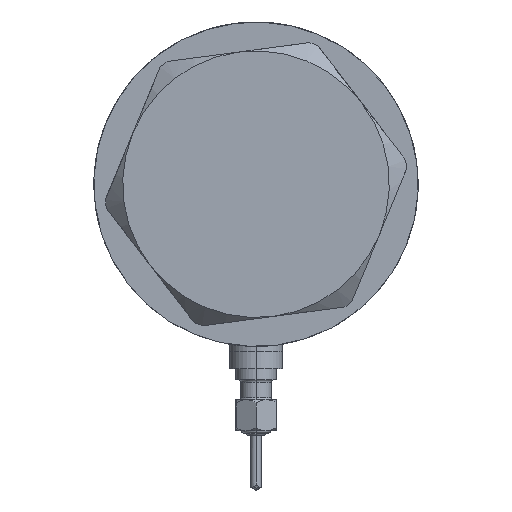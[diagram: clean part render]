
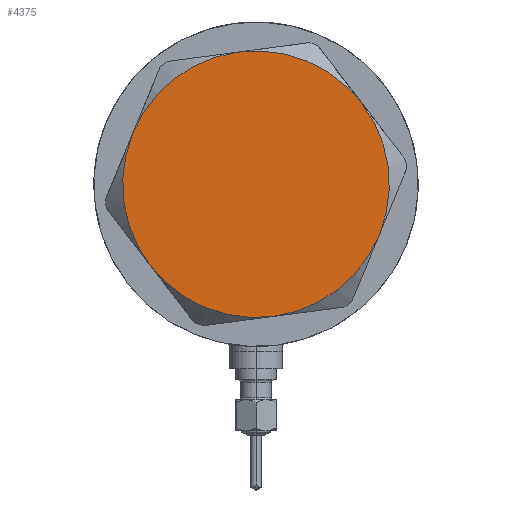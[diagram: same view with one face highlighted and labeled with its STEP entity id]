
A CAD part, left-side view. The second image highlights one B-rep face of the part: STEP entity #4375.
In plain terms, the highlighted face is planar.
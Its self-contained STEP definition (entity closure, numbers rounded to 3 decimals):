
#48 = AXIS2_PLACEMENT_3D ( 'NONE', #6268, #2195, #1788 ) ;
#364 = CIRCLE ( 'NONE', #4429, 30. ) ;
#398 = VERTEX_POINT ( 'NONE', #5965 ) ;
#447 = VERTEX_POINT ( 'NONE', #5102 ) ;
#609 = VERTEX_POINT ( 'NONE', #4501 ) ;
#618 = FACE_OUTER_BOUND ( 'NONE', #4588, .T. ) ;
#644 = ORIENTED_EDGE ( 'NONE', *, *, #4092, .T. ) ;
#645 = VERTEX_POINT ( 'NONE', #5615 ) ;
#686 = ORIENTED_EDGE ( 'NONE', *, *, #2152, .T. ) ;
#889 = CIRCLE ( 'NONE', #5586, 30. ) ;
#1054 = CARTESIAN_POINT ( 'NONE',  ( 0., 0., 14.5 ) ) ;
#1074 = DIRECTION ( 'NONE',  ( 1., 0., 0. ) ) ;
#1194 = CIRCLE ( 'NONE', #48, 30. ) ;
#1326 = CARTESIAN_POINT ( 'NONE',  ( 0., 0., 14.5 ) ) ;
#1492 = VERTEX_POINT ( 'NONE', #3787 ) ;
#1788 = DIRECTION ( 'NONE',  ( 1., 0., 0. ) ) ;
#2064 = CARTESIAN_POINT ( 'NONE',  ( 0., 0., 14.5 ) ) ;
#2152 = EDGE_CURVE ( 'NONE', #447, #1492, #6219, .T. ) ;
#2165 = VERTEX_POINT ( 'NONE', #3355 ) ;
#2195 = DIRECTION ( 'NONE',  ( 0., 0., 1. ) ) ;
#2253 = AXIS2_PLACEMENT_3D ( 'NONE', #1054, #2603, #5563 ) ;
#2488 = PLANE ( 'NONE',  #4034 ) ;
#2503 = EDGE_CURVE ( 'NONE', #1492, #645, #364, .T. ) ;
#2603 = DIRECTION ( 'NONE',  ( 0., 0., 1. ) ) ;
#2866 = EDGE_CURVE ( 'NONE', #609, #2165, #1194, .T. ) ;
#2949 = EDGE_CURVE ( 'NONE', #2165, #398, #2977, .T. ) ;
#2977 = CIRCLE ( 'NONE', #3177, 30. ) ;
#3150 = EDGE_CURVE ( 'NONE', #398, #447, #889, .T. ) ;
#3177 = AXIS2_PLACEMENT_3D ( 'NONE', #6237, #6327, #5740 ) ;
#3186 = DIRECTION ( 'NONE',  ( 0., 0., 1. ) ) ;
#3328 = DIRECTION ( 'NONE',  ( 0., 0., 1. ) ) ;
#3355 = CARTESIAN_POINT ( 'NONE',  ( 30., 0., 14.5 ) ) ;
#3652 = CARTESIAN_POINT ( 'NONE',  ( 0., 0., 14.5 ) ) ;
#3710 = CARTESIAN_POINT ( 'NONE',  ( 0., 0., 14.5 ) ) ;
#3787 = CARTESIAN_POINT ( 'NONE',  ( -30., 0., 14.5 ) ) ;
#4027 = DIRECTION ( 'NONE',  ( 0., 0., 1. ) ) ;
#4034 = AXIS2_PLACEMENT_3D ( 'NONE', #2064, #5557, #1074 ) ;
#4092 = EDGE_CURVE ( 'NONE', #645, #609, #5076, .T. ) ;
#4375 = ADVANCED_FACE ( 'NONE', ( #618 ), #2488, .T. ) ;
#4429 = AXIS2_PLACEMENT_3D ( 'NONE', #3710, #3186, #5901 ) ;
#4501 = CARTESIAN_POINT ( 'NONE',  ( 15., -25.981, 14.5 ) ) ;
#4588 = EDGE_LOOP ( 'NONE', ( #5153, #5878, #5699, #686, #5335, #644 ) ) ;
#5076 = CIRCLE ( 'NONE', #2253, 30. ) ;
#5102 = CARTESIAN_POINT ( 'NONE',  ( -15., 25.981, 14.5 ) ) ;
#5153 = ORIENTED_EDGE ( 'NONE', *, *, #2866, .T. ) ;
#5335 = ORIENTED_EDGE ( 'NONE', *, *, #2503, .T. ) ;
#5557 = DIRECTION ( 'NONE',  ( 0., 0., 1. ) ) ;
#5563 = DIRECTION ( 'NONE',  ( 1., 0., 0. ) ) ;
#5586 = AXIS2_PLACEMENT_3D ( 'NONE', #3652, #4027, #5651 ) ;
#5615 = CARTESIAN_POINT ( 'NONE',  ( -15., -25.981, 14.5 ) ) ;
#5651 = DIRECTION ( 'NONE',  ( 1., 0., 0. ) ) ;
#5682 = AXIS2_PLACEMENT_3D ( 'NONE', #1326, #3328, #5857 ) ;
#5699 = ORIENTED_EDGE ( 'NONE', *, *, #3150, .T. ) ;
#5740 = DIRECTION ( 'NONE',  ( 1., 0., 0. ) ) ;
#5857 = DIRECTION ( 'NONE',  ( 1., 0., 0. ) ) ;
#5878 = ORIENTED_EDGE ( 'NONE', *, *, #2949, .T. ) ;
#5901 = DIRECTION ( 'NONE',  ( 1., 0., 0. ) ) ;
#5965 = CARTESIAN_POINT ( 'NONE',  ( 15., 25.981, 14.5 ) ) ;
#6219 = CIRCLE ( 'NONE', #5682, 30. ) ;
#6237 = CARTESIAN_POINT ( 'NONE',  ( 0., 0., 14.5 ) ) ;
#6268 = CARTESIAN_POINT ( 'NONE',  ( 0., 0., 14.5 ) ) ;
#6327 = DIRECTION ( 'NONE',  ( 0., 0., 1. ) ) ;
